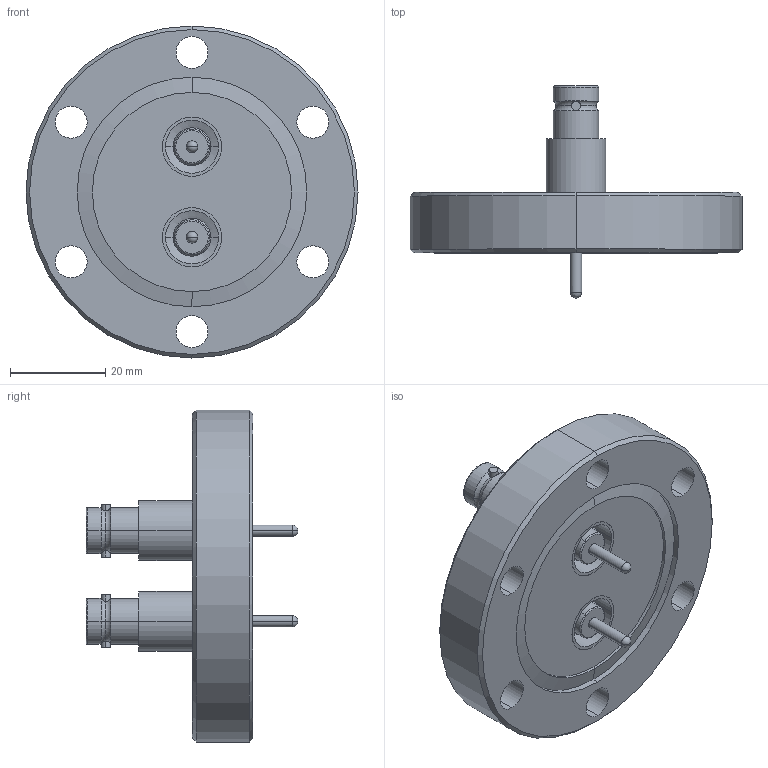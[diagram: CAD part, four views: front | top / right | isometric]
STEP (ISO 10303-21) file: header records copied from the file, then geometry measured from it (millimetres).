
FILE_DESCRIPTION (( 'STEP AP203' ), '1' );
FILE_NAME ('A0291-1-CF.STEP', '2011-10-04T18:00:04', ( '' ), ( '' ), 'SwSTEP 2.0', 'SolidWorks 2011', '' );
FILE_SCHEMA (( 'CONFIG_CONTROL_DESIGN' ));
Length unit declared in the file: inch
Products named in the file (1): A0291-1-CF
Bounding box: 69.85 x 44.6 x 69.85 mm (x, y, z)
Volume: 44892 mm3; surface area: 18877.1 mm2
Topology: 9 solids, 9 shells, 243 faces, 526 edges, 314 vertices
Faces by surface type: cylinder 124, plane 49, cone 34, torus 32, sphere 4
Entity records: 6847 total; most frequent: DIRECTION 1314, CARTESIAN_POINT 1240, ORIENTED_EDGE 1036, AXIS2_PLACEMENT_3D 564, EDGE_CURVE 518, CIRCLE 320, VERTEX_POINT 310, EDGE_LOOP 288
